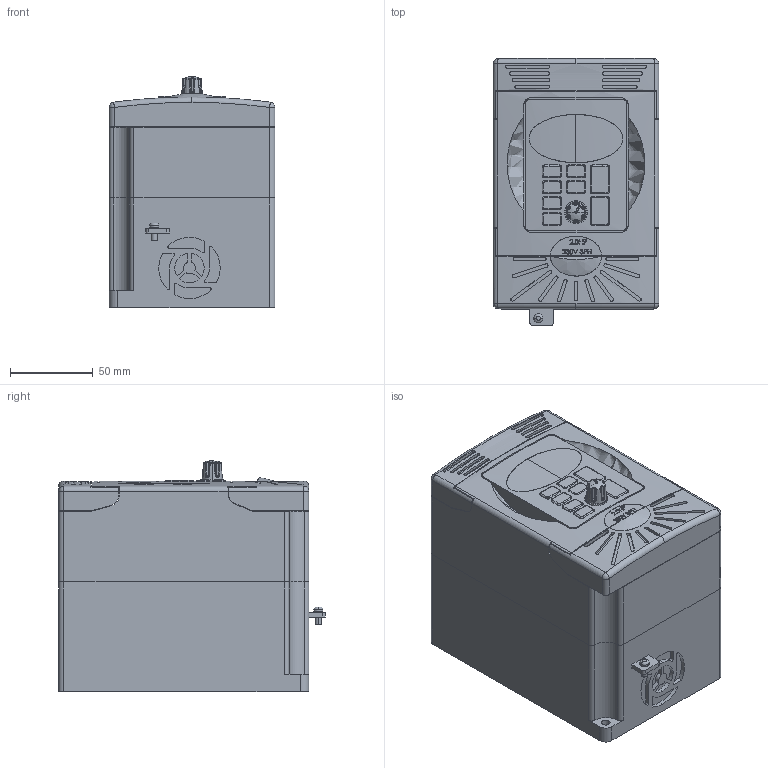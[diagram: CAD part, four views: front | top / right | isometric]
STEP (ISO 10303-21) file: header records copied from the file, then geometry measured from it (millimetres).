
FILE_DESCRIPTION (( 'STEP AP214' ), '1' );
FILE_NAME ('GS2-22P0.STEP', '2016-01-25T15:40:49', ( '' ), ( '' ), 'SwSTEP 2.0', 'SolidWorks 2015', '' );
FILE_SCHEMA (( 'AUTOMOTIVE_DESIGN' ));
Length unit declared in the file: inch
Products named in the file (1): GS2-22P0
Bounding box: 100.08 x 161.16 x 139.57 mm (x, y, z)
Volume: 1850887.5 mm3; surface area: 126919.5 mm2
Topology: 1 solids, 1 shells, 753 faces, 1962 edges, 1263 vertices
Faces by surface type: plane 324, cylinder 220, bspline 142, sphere 34, torus 29, cone 4
Entity records: 36554 total; most frequent: CARTESIAN_POINT 13435, ORIENTED_EDGE 3916, DIRECTION 3336, EDGE_CURVE 1958, VERTEX_POINT 1263, AXIS2_PLACEMENT_3D 1163, VECTOR 1010, LINE 1010
